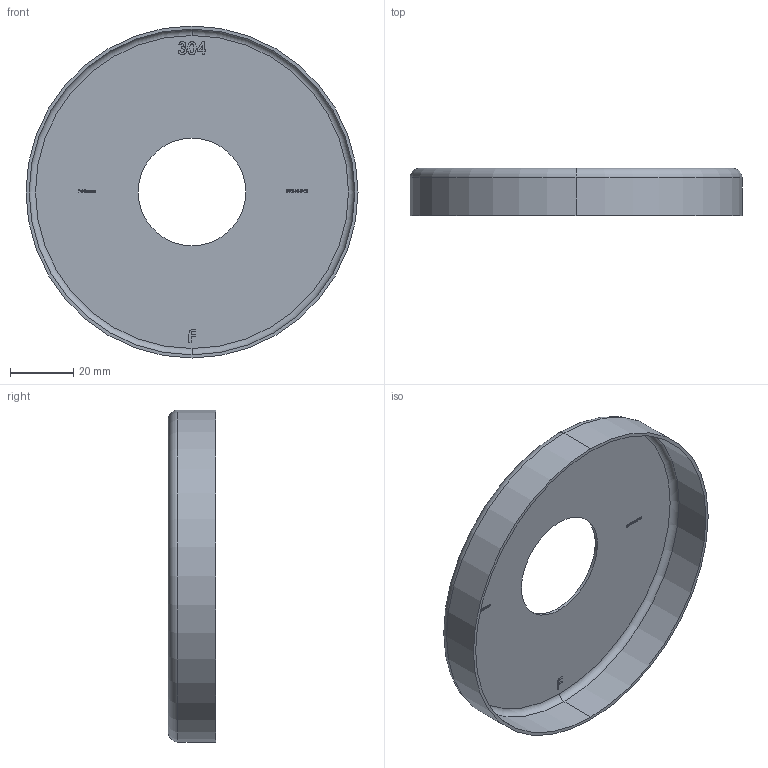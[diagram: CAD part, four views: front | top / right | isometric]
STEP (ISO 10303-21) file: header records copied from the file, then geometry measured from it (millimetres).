
FILE_DESCRIPTION (( 'STEP AP203' ), '1' );
FILE_NAME ('50154-240-15.step', '2020-11-05T12:44:47', ( '' ), ( '' ), 'SwSTEP 2.0', 'SolidWorks 2018', '' );
FILE_SCHEMA (( 'CONFIG_CONTROL_DESIGN' ));
Length unit declared in the file: millimetre
Products named in the file (2): 50154-240-15
Bounding box: 105 x 15 x 105 mm (x, y, z)
Volume: 11969.2 mm3; surface area: 24391.8 mm2
Topology: 1 solids, 1 shells, 318 faces, 842 edges, 560 vertices
Faces by surface type: plane 187, bspline 121, cylinder 6, torus 4
Entity records: 16775 total; most frequent: CARTESIAN_POINT 9531, ORIENTED_EDGE 1684, DIRECTION 1018, EDGE_CURVE 842, VECTOR 580, LINE 580, VERTEX_POINT 560, EDGE_LOOP 354
